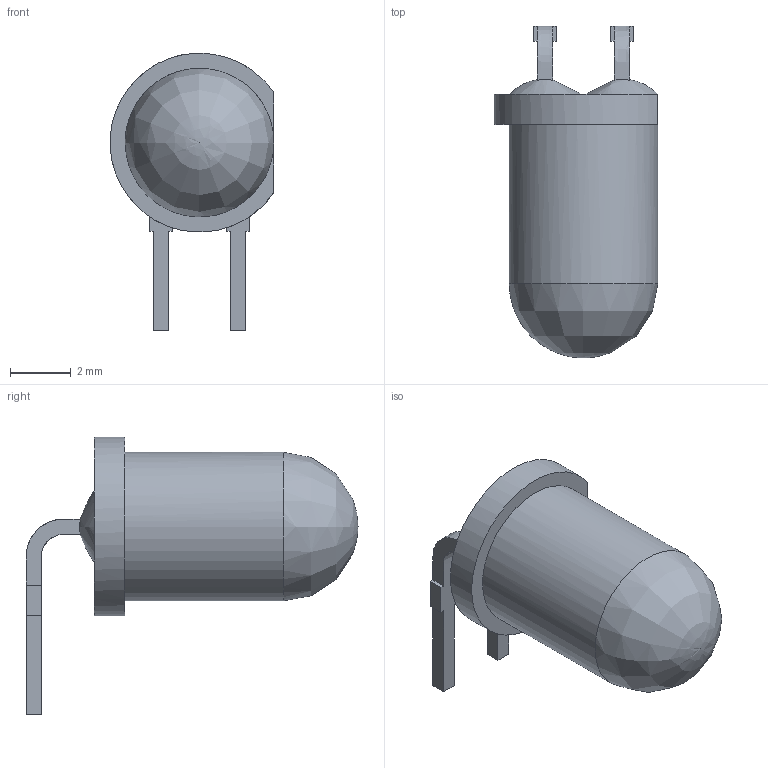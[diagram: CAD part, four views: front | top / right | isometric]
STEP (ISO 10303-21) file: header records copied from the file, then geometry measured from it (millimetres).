
FILE_DESCRIPTION(/* description */ (''),/* implementation_level */ '2;1');
FILE_NAME(/* name */ 'LED 5mm, Yellow, Thru-hole, Right Angle PCB 2',/* time_stamp */ '2019-06-02T11:09:01+02:00',/* author */ (''),/* organization */ (''),/* preprocessor_version */ 'ST-DEVELOPER v16.5',/* originating_system */ '',/* authorisation */ '');
FILE_SCHEMA (('AUTOMOTIVE_DESIGN'));
Length unit declared in the file: millimetre
Products named in the file (1): Document
Bounding box: 5.39 x 10.95 x 9.14 mm (x, y, z)
Surface area: 202.9 mm2 (no closed solid volume)
Topology: 0 solids, 3 shells, 34 faces, 99 edges, 68 vertices
Faces by surface type: bspline 29, plane 5
Entity records: 2543 total; most frequent: CARTESIAN_POINT 1920, ORIENTED_EDGE 178, EDGE_CURVE 98, B_SPLINE_CURVE_WITH_KNOTS 78, VERTEX_POINT 68, EDGE_LOOP 36, ADVANCED_FACE 34, FACE_OUTER_BOUND 34
